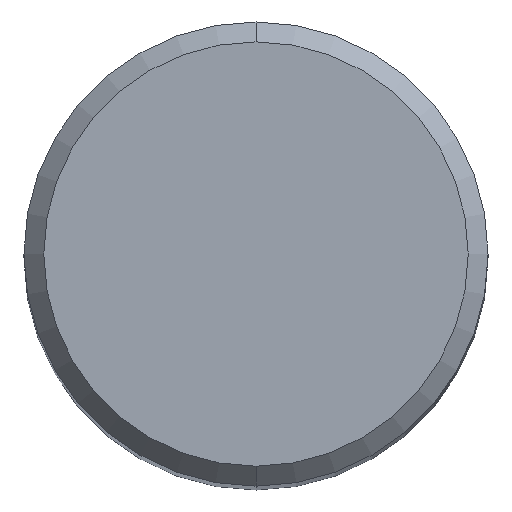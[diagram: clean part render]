
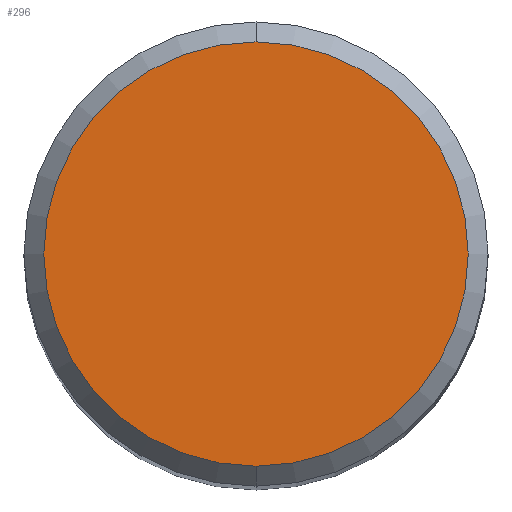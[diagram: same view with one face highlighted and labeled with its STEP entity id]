
A CAD part, top view. The second image highlights one B-rep face of the part: STEP entity #296.
In plain terms, the highlighted planar face has unit normal (0, 0, 1).
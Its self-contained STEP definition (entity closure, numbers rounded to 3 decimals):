
#208=EDGE_CURVE('',#430,#446,#513,.T.);
#296=ADVANCED_FACE('',(#610),#611,.T.);
#426=EDGE_CURVE('',#446,#430,#752,.T.);
#430=VERTEX_POINT('',#756);
#446=VERTEX_POINT('',#774);
#513=CIRCLE('',#894,6.4);
#610=FACE_OUTER_BOUND('',#1108,.T.);
#611=PLANE('',#1109);
#752=CIRCLE('',#1431,6.4);
#756=CARTESIAN_POINT('',(0.0,6.4,0.0));
#774=CARTESIAN_POINT('',(0.,-6.4,0.0));
#894=AXIS2_PLACEMENT_3D('',#1532,#1533,#1534);
#1108=EDGE_LOOP('',(#1657,#1658));
#1109=AXIS2_PLACEMENT_3D('',#1659,#1660,#1661);
#1431=AXIS2_PLACEMENT_3D('',#1792,#1793,#1794);
#1532=CARTESIAN_POINT('',(0.0,0.0,0.0));
#1533=DIRECTION('',(0.0,0.0,-1.0));
#1534=DIRECTION('',(0.0,1.0,0.0));
#1657=ORIENTED_EDGE('',*,*,#208,.F.);
#1658=ORIENTED_EDGE('',*,*,#426,.F.);
#1659=CARTESIAN_POINT('',(0.0,3.2,0.0));
#1660=DIRECTION('',(-0.0,0.0,1.0));
#1661=DIRECTION('',(0.0,-1.0,0.0));
#1792=CARTESIAN_POINT('',(0.0,0.0,0.0));
#1793=DIRECTION('',(0.0,0.0,-1.0));
#1794=DIRECTION('',(0.0,1.0,0.0));
